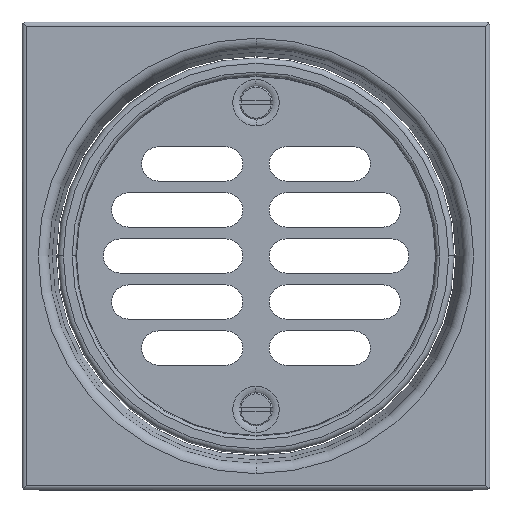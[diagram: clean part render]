
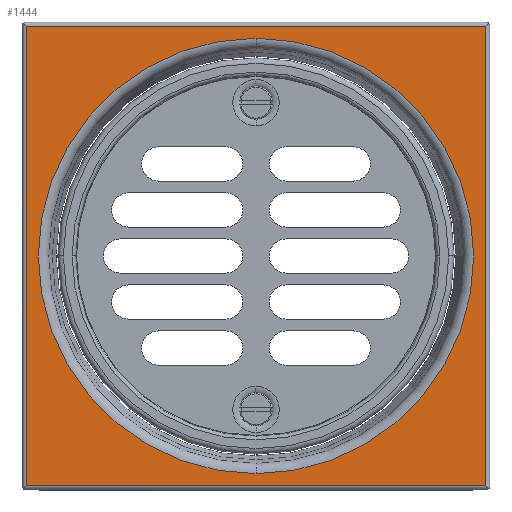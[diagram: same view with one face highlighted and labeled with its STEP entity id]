
A CAD part, top view. The second image highlights one B-rep face of the part: STEP entity #1444.
In plain terms, the highlighted planar face has unit normal (0, 0, 1).
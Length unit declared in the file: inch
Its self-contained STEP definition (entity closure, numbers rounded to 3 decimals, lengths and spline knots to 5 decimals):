
#645=DIRECTION('',(0.,1.,0.));
#646=VECTOR('',#645,4.19685);
#647=CARTESIAN_POINT('',(2.09843,-2.09843,0.15945));
#648=LINE('',#647,#646);
#652=DIRECTION('',(1.,0.,0.));
#653=VECTOR('',#652,4.19685);
#654=CARTESIAN_POINT('',(-2.09843,-2.09843,
0.15945));
#655=LINE('',#654,#653);
#659=DIRECTION('',(0.,-1.,0.));
#660=VECTOR('',#659,4.19685);
#661=CARTESIAN_POINT('',(-2.09843,2.09843,0.15945));
#662=LINE('',#661,#660);
#666=DIRECTION('',(-1.,0.,0.));
#667=VECTOR('',#666,4.19685);
#668=CARTESIAN_POINT('',(2.09843,2.09843,0.15945));
#669=LINE('',#668,#667);
#673=CARTESIAN_POINT('',(0.,0.,0.15945));
#674=DIRECTION('',(0.,0.,-1.));
#675=DIRECTION('',(0.,1.,0.));
#676=AXIS2_PLACEMENT_3D('',#673,#674,#675);
#681=CARTESIAN_POINT('',(0.,0.,0.15945));
#682=DIRECTION('',(0.,0.,-1.));
#683=DIRECTION('',(0.,-1.,0.));
#684=AXIS2_PLACEMENT_3D('',#681,#682,#683);
#916=CARTESIAN_POINT('',(0.,1.98911,0.15945));
#917=CARTESIAN_POINT('',(0.,-1.98911,0.15945));
#918=VERTEX_POINT('',#916);
#919=VERTEX_POINT('',#917);
#984=CARTESIAN_POINT('',(2.09843,-2.09843,0.15945));
#985=CARTESIAN_POINT('',(2.09843,2.09843,0.15945));
#986=VERTEX_POINT('',#984);
#987=VERTEX_POINT('',#985);
#1001=CARTESIAN_POINT('',(-2.09843,2.09843,
0.15945));
#1002=VERTEX_POINT('',#1001);
#1011=CARTESIAN_POINT('',(-2.09843,-2.09843,
0.15945));
#1012=VERTEX_POINT('',#1011);
#1427=CARTESIAN_POINT('',(-2.1378,2.1378,
0.15945));
#1428=DIRECTION('',(0.,0.,1.));
#1429=DIRECTION('',(0.,-1.,0.));
#1430=AXIS2_PLACEMENT_3D('',#1427,#1428,#1429);
#1431=PLANE('',#1430);
#1432=ORIENTED_EDGE('',*,*,#1078,.F.);
#1433=ORIENTED_EDGE('',*,*,#1177,.F.);
#1434=ORIENTED_EDGE('',*,*,#1240,.F.);
#1435=ORIENTED_EDGE('',*,*,#1332,.F.);
#1436=EDGE_LOOP('',(#1432,#1433,#1434,#1435));
#1437=FACE_OUTER_BOUND('',#1436,.F.);
#1439=ORIENTED_EDGE('',*,*,#1438,.F.);
#1441=ORIENTED_EDGE('',*,*,#1440,.F.);
#1442=EDGE_LOOP('',(#1439,#1441));
#1443=FACE_BOUND('',#1442,.F.);
#677=CIRCLE('',#676,1.98911);
#685=CIRCLE('',#684,1.98911);
#1078=EDGE_CURVE('',#986,#987,#648,.T.);
#1177=EDGE_CURVE('',#1012,#986,#655,.T.);
#1240=EDGE_CURVE('',#1002,#1012,#662,.T.);
#1332=EDGE_CURVE('',#987,#1002,#669,.T.);
#1438=EDGE_CURVE('',#918,#919,#677,.T.);
#1440=EDGE_CURVE('',#919,#918,#685,.T.);
#1444=ADVANCED_FACE('',(#1437,#1443),#1431,.T.);
